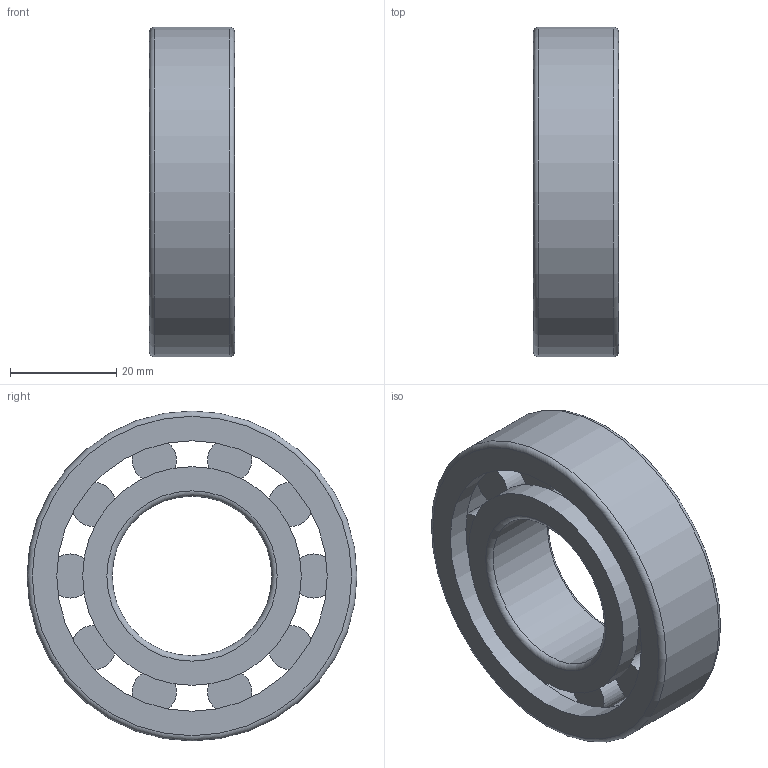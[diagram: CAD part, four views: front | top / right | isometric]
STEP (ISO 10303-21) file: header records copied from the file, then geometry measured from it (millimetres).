
FILE_DESCRIPTION(/* description */ ('STEP AP214'),/* implementation_level */ '2;1');
FILE_NAME(/* name */ 'NJ206EA',/* time_stamp */ '2025-09-04T17:47:46+02:00',/* author */ ('License CC BY-ND 4.0'),/* organization */ ('CADENAS'),/* preprocessor_version */ 'ST-DEVELOPER v19.3',/* originating_system */ 'PARTsolutions',/* authorisation */ ' ');
FILE_SCHEMA (('AUTOMOTIVE_DESIGN {1 0 10303 214 3 1 1}'));
Length unit declared in the file: millimetre
Products named in the file (4): NJ206EA; NJ206EA Inner ring; NJ206EA Outer ring; NJ206EA Roller
Assembly tree (12 placements, depth 2):
  NJ206EA
    NJ206EA Inner ring
    NJ206EA Outer ring
    NJ206EA Roller  x10
Bounding box: 16 x 62 x 62 mm (x, y, z)
Volume: 24857.9 mm3; surface area: 15685.5 mm2
Topology: 12 solids, 12 shells, 49 faces, 61 edges, 39 vertices
Faces by surface type: plane 27, cylinder 17, torus 4, cone 1
Full cylindrical faces by diameter (mm): 8.295 x10, 30 x1, 37.5 x1, 41.1 x1, 50.8 x2, 54.093 x1, 62 x1
Entity records: 615 total; most frequent: DIRECTION 112, CARTESIAN_POINT 77, AXIS2_PLACEMENT_3D 56, ORIENTED_EDGE 42, EDGE_LOOP 42, FACE_BOUND 42, ADVANCED_FACE 22, EDGE_CURVE 21
